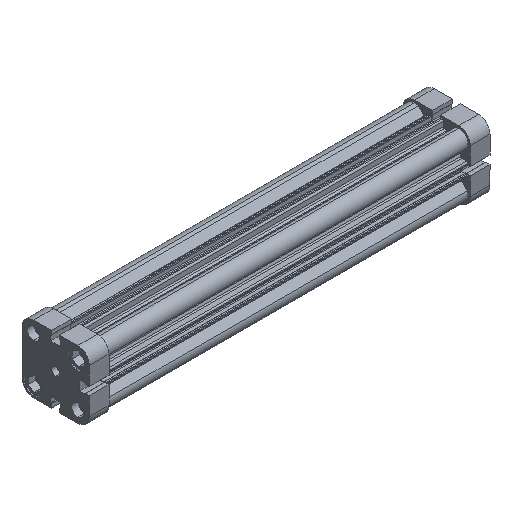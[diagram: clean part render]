
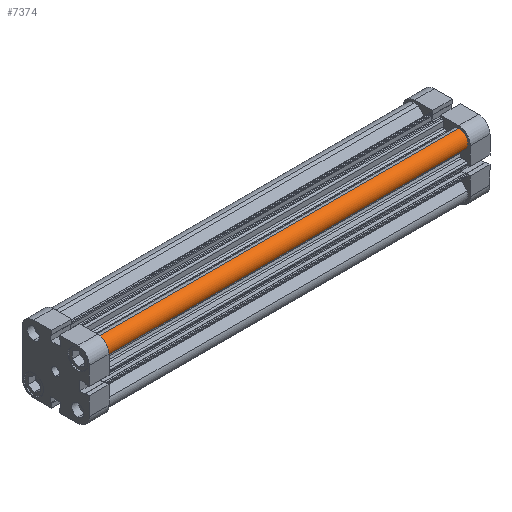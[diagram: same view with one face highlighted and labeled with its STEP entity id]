
A CAD part, isometric view. The second image highlights one B-rep face of the part: STEP entity #7374.
In plain terms, the highlighted cylindrical face has radius 6.75 mm (diameter 13.5 mm), a partial arc.
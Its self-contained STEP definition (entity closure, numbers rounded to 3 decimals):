
#491 = EDGE_LOOP ( 'NONE', ( #9135, #9134, #9133, #9132 ) ) ;
#783 = CARTESIAN_POINT ( 'NONE',  ( -16.25, -16.25, 0. ) ) ;
#784 = DIRECTION ( 'NONE',  ( 0., 0., 1. ) ) ;
#785 = DIRECTION ( 'NONE',  ( -1., 0., 0. ) ) ;
#835 = CARTESIAN_POINT ( 'NONE',  ( -13.633, -22.472, 265.5 ) ) ;
#838 = DIRECTION ( 'NONE',  ( 0., 0., -1. ) ) ;
#839 = CARTESIAN_POINT ( 'NONE',  ( -23., -16.25, 265.5 ) ) ;
#840 = DIRECTION ( 'NONE',  ( 0., 0., -1. ) ) ;
#851 = CARTESIAN_POINT ( 'NONE',  ( -16.25, -16.25, 265.5 ) ) ;
#862 = DIRECTION ( 'NONE',  ( 0., 0., 1. ) ) ;
#863 = DIRECTION ( 'NONE',  ( -1., 0., 0. ) ) ;
#1792 = DIRECTION ( 'NONE',  ( -1., 0., 0. ) ) ;
#1793 = DIRECTION ( 'NONE',  ( 0., 0., -1. ) ) ;
#1794 = CARTESIAN_POINT ( 'NONE',  ( -16.25, -16.25, 265.5 ) ) ;
#2655 = FACE_OUTER_BOUND ( 'NONE', #491, .T. ) ;
#2657 = CYLINDRICAL_SURFACE ( 'NONE', #8552, 6.75 ) ;
#3750 = AXIS2_PLACEMENT_3D ( 'NONE', #783, #784, #785 ) ;
#3765 = AXIS2_PLACEMENT_3D ( 'NONE', #851, #862, #863 ) ;
#4324 = VERTEX_POINT ( 'NONE', #5242 ) ;
#4342 = VERTEX_POINT ( 'NONE', #5272 ) ;
#4362 = VERTEX_POINT ( 'NONE', #5305 ) ;
#4365 = VERTEX_POINT ( 'NONE', #5310 ) ;
#5242 = CARTESIAN_POINT ( 'NONE',  ( -13.633, -22.472, 265.5 ) ) ;
#5272 = CARTESIAN_POINT ( 'NONE',  ( -23., -16.25, 0. ) ) ;
#5305 = CARTESIAN_POINT ( 'NONE',  ( -13.633, -22.472, 0. ) ) ;
#5310 = CARTESIAN_POINT ( 'NONE',  ( -23., -16.25, 265.5 ) ) ;
#6961 = CIRCLE ( 'NONE', #3750, 6.75 ) ;
#6982 = LINE ( 'NONE', #835, #6989 ) ;
#6989 = VECTOR ( 'NONE', #838, 1000. ) ;
#6991 = LINE ( 'NONE', #839, #6992 ) ;
#6992 = VECTOR ( 'NONE', #840, 1000. ) ;
#7003 = CIRCLE ( 'NONE', #3765, 6.75 ) ;
#7374 = ADVANCED_FACE ( 'NONE', ( #2655 ), #2657, .T. ) ;
#8171 = EDGE_CURVE ( 'NONE', #4342, #4362, #6961, .T. ) ;
#8192 = EDGE_CURVE ( 'NONE', #4324, #4362, #6982, .T. ) ;
#8193 = EDGE_CURVE ( 'NONE', #4365, #4342, #6991, .T. ) ;
#8201 = EDGE_CURVE ( 'NONE', #4365, #4324, #7003, .T. ) ;
#8552 = AXIS2_PLACEMENT_3D ( 'NONE', #1794, #1793, #1792 ) ;
#9132 = ORIENTED_EDGE ( 'NONE', *, *, #8192, .F. ) ;
#9133 = ORIENTED_EDGE ( 'NONE', *, *, #8171, .T. ) ;
#9134 = ORIENTED_EDGE ( 'NONE', *, *, #8193, .T. ) ;
#9135 = ORIENTED_EDGE ( 'NONE', *, *, #8201, .F. ) ;
